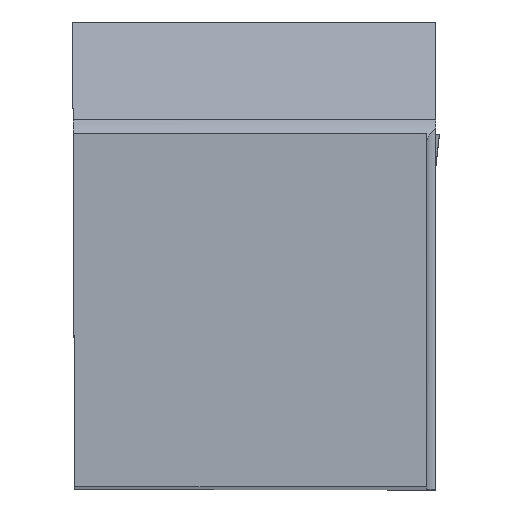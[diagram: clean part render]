
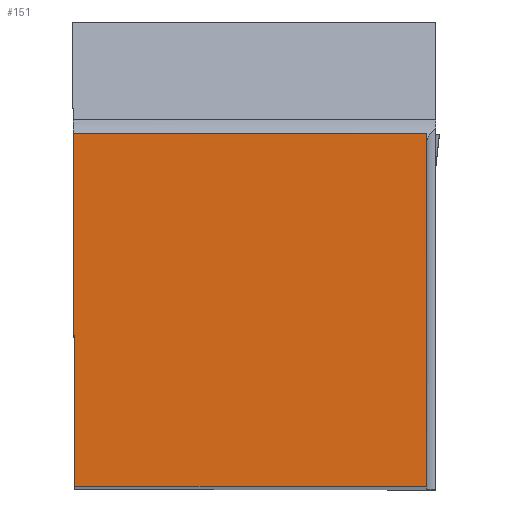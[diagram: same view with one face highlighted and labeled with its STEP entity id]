
A CAD part, top view. The second image highlights one B-rep face of the part: STEP entity #151.
In plain terms, the highlighted planar face has unit normal (0, 0, 1).
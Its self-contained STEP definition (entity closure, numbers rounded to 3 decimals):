
#151=ADVANCED_FACE('CU_BACK_SU1',(#258),#208,.F.);
#208=PLANE('',#1360);
#258=FACE_OUTER_BOUND('',#318,.T.);
#318=EDGE_LOOP('',(#492,#493,#494,#495));
#492=ORIENTED_EDGE('',*,*,#874,.T.);
#493=ORIENTED_EDGE('',*,*,#904,.F.);
#494=ORIENTED_EDGE('',*,*,#887,.T.);
#495=ORIENTED_EDGE('',*,*,#877,.T.);
#754=VERTEX_POINT('',#1836);
#755=VERTEX_POINT('',#1838);
#757=VERTEX_POINT('',#1844);
#765=VERTEX_POINT('',#1863);
#874=EDGE_CURVE('',#755,#754,#1037,.T.);
#877=EDGE_CURVE('',#757,#755,#1040,.T.);
#887=EDGE_CURVE('',#765,#757,#1048,.T.);
#904=EDGE_CURVE('',#765,#754,#1062,.T.);
#1037=LINE('',#1837,#1175);
#1040=LINE('',#1843,#1178);
#1048=LINE('',#1862,#1186);
#1062=LINE('',#1905,#1200);
#1175=VECTOR('',#1491,1.);
#1178=VECTOR('',#1496,1.);
#1186=VECTOR('',#1510,1.);
#1200=VECTOR('',#1550,1.);
#1360=AXIS2_PLACEMENT_3D('',#1906,#1551,#1552);
#1491=DIRECTION('',(1.,0.,0.));
#1496=DIRECTION('',(0.004,-1.,0.));
#1510=DIRECTION('',(-1.,0.,0.));
#1550=DIRECTION('',(0.,-1.,0.));
#1551=DIRECTION('',(0.,0.,-1.));
#1552=DIRECTION('',(0.,-1.,0.));
#1836=CARTESIAN_POINT('',(31.85,0.,0.));
#1837=CARTESIAN_POINT('',(-23.593,0.,0.));
#1838=CARTESIAN_POINT('',(0.139,0.,0.));
#1843=CARTESIAN_POINT('',(-0.088,51.953,0.));
#1844=CARTESIAN_POINT('',(0.,31.85,0.));
#1862=CARTESIAN_POINT('',(-23.593,31.85,0.));
#1863=CARTESIAN_POINT('',(31.85,31.85,0.));
#1905=CARTESIAN_POINT('',(31.85,51.85,0.));
#1906=CARTESIAN_POINT('',(-23.593,51.85,0.));
